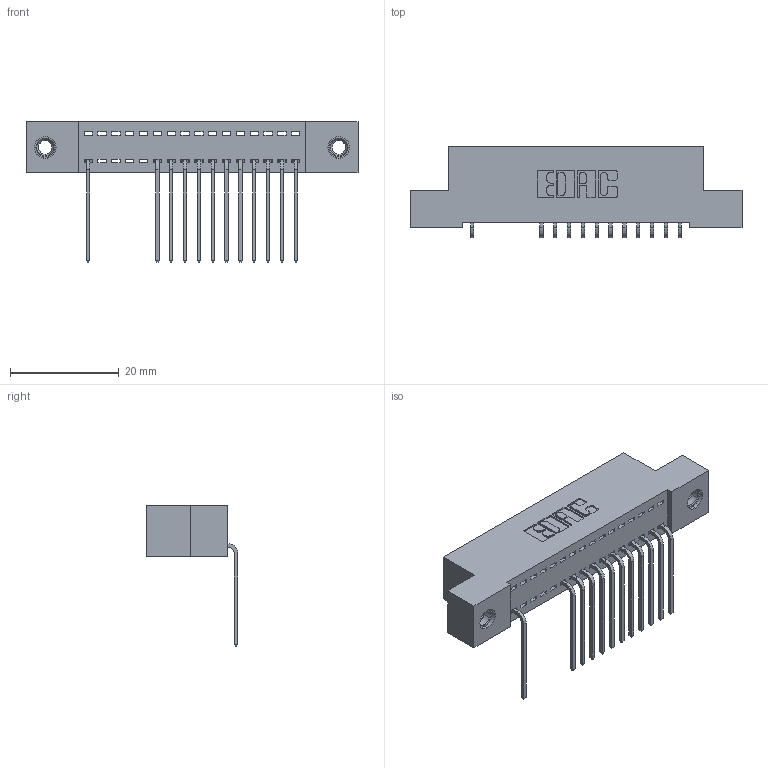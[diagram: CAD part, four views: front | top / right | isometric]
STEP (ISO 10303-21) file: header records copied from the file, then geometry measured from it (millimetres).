
FILE_DESCRIPTION (( 'STEP AP203' ), '1' );
FILE_NAME ('392-016-559-107.STEP', '2018-08-15T02:39:24', ( '' ), ( '' ), 'SwSTEP 2.0', 'SolidWorks 2016', '' );
FILE_SCHEMA (( 'CONFIG_CONTROL_DESIGN' ));
Length unit declared in the file: inch
Products named in the file (4): 342 Part_TI; 345-292-001_558 559 Tail - 1; 345-250-001_345-250-005-103; 392-016-559-107
Assembly tree (15 placements, depth 2):
  392-016-559-107
    342 Part_TI
    345-292-001_558 559 Tail - 1  x12
    345-250-001_345-250-005-103  x2
Bounding box: 60.96 x 16.83 x 25.78 mm (x, y, z)
Volume: 5230.8 mm3; surface area: 7217.9 mm2
Topology: 15 solids, 15 shells, 938 faces, 2787 edges, 1834 vertices
Faces by surface type: plane 674, cylinder 248, cone 12, torus 4
Entity records: 14154 total; most frequent: CARTESIAN_POINT 2445, ORIENTED_EDGE 2394, DIRECTION 2143, EDGE_CURVE 1197, LINE 1049, VECTOR 1049, VERTEX_POINT 792, AXIS2_PLACEMENT_3D 547
